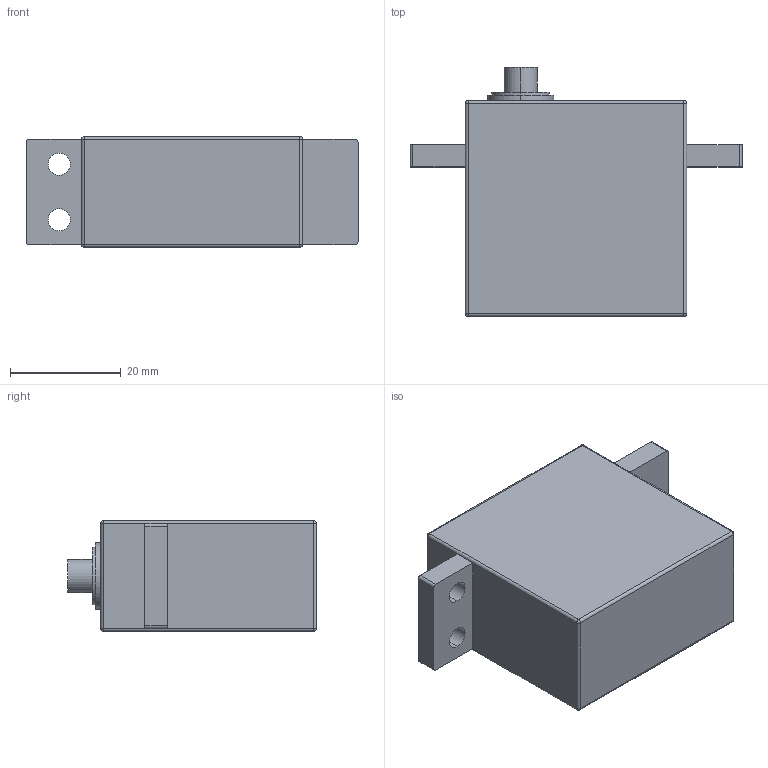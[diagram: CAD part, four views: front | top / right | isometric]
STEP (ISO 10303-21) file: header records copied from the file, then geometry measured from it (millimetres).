
FILE_DESCRIPTION (( 'STEP AP214' ), '1' );
FILE_NAME ('test.STEP', '2025-09-04T13:36:19', ( '' ), ( '' ), 'SwSTEP 2.0', 'SolidWorks 2024', '' );
FILE_SCHEMA (( 'AUTOMOTIVE_DESIGN' ));
Length unit declared in the file: millimetre
Products named in the file (1): test
Bounding box: 60 x 45 x 20 mm (x, y, z)
Volume: 32837.2 mm3; surface area: 7386.4 mm2
Topology: 1 solids, 1 shells, 72 faces, 169 edges, 95 vertices
Faces by surface type: cylinder 36, plane 24, sphere 8, bspline 4
Entity records: 2823 total; most frequent: CARTESIAN_POINT 1246, DIRECTION 328, ORIENTED_EDGE 322, EDGE_CURVE 161, AXIS2_PLACEMENT_3D 124, VERTEX_POINT 95, EDGE_LOOP 80, LINE 80
